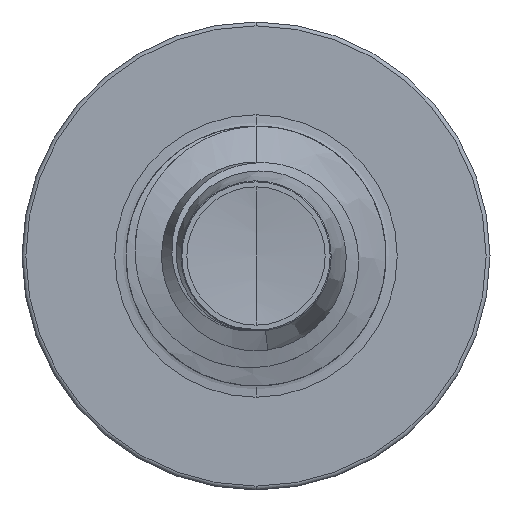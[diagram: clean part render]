
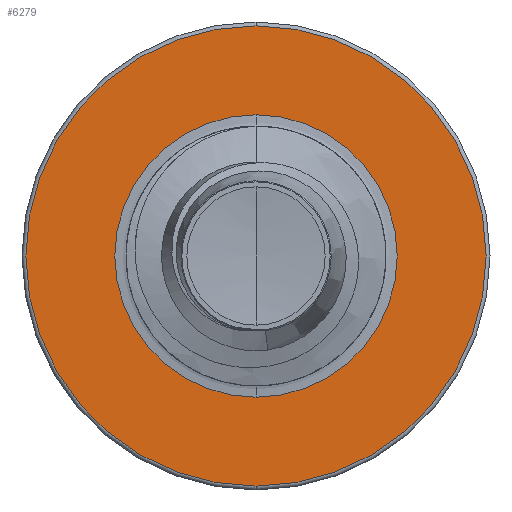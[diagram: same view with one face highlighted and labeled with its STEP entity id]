
A CAD part, front view. The second image highlights one B-rep face of the part: STEP entity #6279.
In plain terms, the highlighted planar face has unit normal (0, -1, 0).
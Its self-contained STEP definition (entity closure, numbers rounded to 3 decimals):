
#437 = CIRCLE ( 'NONE', #5893, 1.086 ) ;
#788 = CARTESIAN_POINT ( 'NONE',  ( 0., 6., -1.77 ) ) ;
#1003 = AXIS2_PLACEMENT_3D ( 'NONE', #4405, #4398, #4384 ) ;
#1348 = EDGE_LOOP ( 'NONE', ( #4238, #4359 ) ) ;
#1362 = DIRECTION ( 'NONE',  ( 0., 0., 1. ) ) ;
#1363 = DIRECTION ( 'NONE',  ( 0., 1., 0. ) ) ;
#1373 = VERTEX_POINT ( 'NONE', #788 ) ;
#1379 = CARTESIAN_POINT ( 'NONE',  ( 0., 6., 0. ) ) ;
#1933 = EDGE_LOOP ( 'NONE', ( #9104, #4492 ) ) ;
#2273 = FACE_BOUND ( 'NONE', #1933, .T. ) ;
#3009 = VERTEX_POINT ( 'NONE', #12905 ) ;
#4238 = ORIENTED_EDGE ( 'NONE', *, *, #6550, .F. ) ;
#4359 = ORIENTED_EDGE ( 'NONE', *, *, #5116, .F. ) ;
#4384 = DIRECTION ( 'NONE',  ( 0., 0., 1. ) ) ;
#4398 = DIRECTION ( 'NONE',  ( 0., 1., 0. ) ) ;
#4405 = CARTESIAN_POINT ( 'NONE',  ( 0., 6., 0. ) ) ;
#4492 = ORIENTED_EDGE ( 'NONE', *, *, #10180, .T. ) ;
#4890 = FACE_OUTER_BOUND ( 'NONE', #1348, .T. ) ;
#4988 = CARTESIAN_POINT ( 'NONE',  ( 0., 6., 1.77 ) ) ;
#5100 = CIRCLE ( 'NONE', #9736, 1.77 ) ;
#5116 = EDGE_CURVE ( 'NONE', #1373, #9910, #5100, .T. ) ;
#5273 = CIRCLE ( 'NONE', #7893, 1.77 ) ;
#5893 = AXIS2_PLACEMENT_3D ( 'NONE', #1379, #1363, #1362 ) ;
#6279 = ADVANCED_FACE ( 'NONE', ( #4890, #2273 ), #9275, .F. ) ;
#6372 = DIRECTION ( 'NONE',  ( 0., 0., 1. ) ) ;
#6379 = DIRECTION ( 'NONE',  ( 0., 1., 0. ) ) ;
#6393 = CARTESIAN_POINT ( 'NONE',  ( 0., 6., 0. ) ) ;
#6550 = EDGE_CURVE ( 'NONE', #9910, #1373, #5273, .T. ) ;
#7893 = AXIS2_PLACEMENT_3D ( 'NONE', #13244, #13239, #13229 ) ;
#8251 = CARTESIAN_POINT ( 'NONE',  ( 0., 6., 1.086 ) ) ;
#8700 = AXIS2_PLACEMENT_3D ( 'NONE', #10249, #9014, #8868 ) ;
#8868 = DIRECTION ( 'NONE',  ( 0., 0., 1. ) ) ;
#9014 = DIRECTION ( 'NONE',  ( 0., 1., 0. ) ) ;
#9104 = ORIENTED_EDGE ( 'NONE', *, *, #12306, .T. ) ;
#9275 = PLANE ( 'NONE',  #8700 ) ;
#9736 = AXIS2_PLACEMENT_3D ( 'NONE', #6393, #6379, #6372 ) ;
#9910 = VERTEX_POINT ( 'NONE', #4988 ) ;
#9937 = CIRCLE ( 'NONE', #1003, 1.086 ) ;
#10180 = EDGE_CURVE ( 'NONE', #3009, #10729, #9937, .T. ) ;
#10249 = CARTESIAN_POINT ( 'NONE',  ( 0., 6., -1.086 ) ) ;
#10729 = VERTEX_POINT ( 'NONE', #8251 ) ;
#12306 = EDGE_CURVE ( 'NONE', #10729, #3009, #437, .T. ) ;
#12905 = CARTESIAN_POINT ( 'NONE',  ( 0., 6., -1.086 ) ) ;
#13229 = DIRECTION ( 'NONE',  ( 0., 0., 1. ) ) ;
#13239 = DIRECTION ( 'NONE',  ( 0., 1., 0. ) ) ;
#13244 = CARTESIAN_POINT ( 'NONE',  ( 0., 6., 0. ) ) ;
